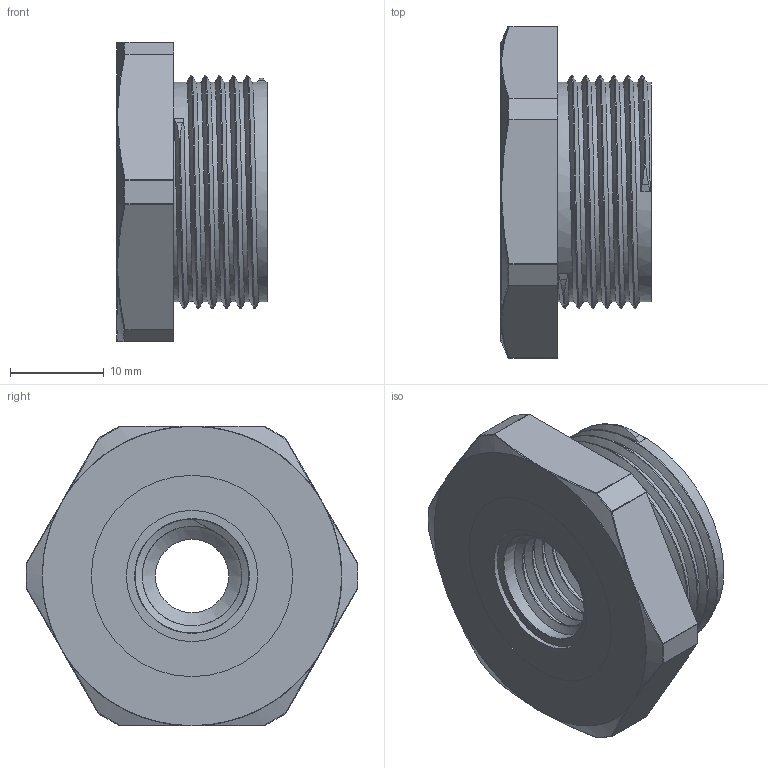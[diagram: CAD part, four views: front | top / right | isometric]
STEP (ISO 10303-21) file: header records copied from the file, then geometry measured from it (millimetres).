
FILE_DESCRIPTION(/* description */ ('Reduzierung sechskant M/M 25x1,5/12x1,5'),/* implementation_level */ '2;1');
FILE_NAME(/* name */ '11082512-RST.stp',/* time_stamp */ '2020-04-27T11:09:54+02:00',/* author */ ('sl'),/* organization */ (''),/* preprocessor_version */ 'ST-DEVELOPER v16.5',/* originating_system */ 'Autodesk Inventor 2017',/* authorisation */ '');
FILE_SCHEMA (('AUTOMOTIVE_DESIGN { 1 0 10303 214 3 1 1 }'));
Length unit declared in the file: millimetre
Products named in the file (1): 11082512
Bounding box: 16.05 x 35.44 x 32 mm (x, y, z)
Volume: 7090.3 mm3; surface area: 4796.7 mm2
Topology: 1 solids, 1 shells, 110 faces, 265 edges, 150 vertices
Faces by surface type: cylinder 35, bspline 34, plane 21, sphere 12, cone 7, torus 1
Full cylindrical faces by diameter (mm): 7.83 x1, 12.162 x5, 13.9 x1, 14 x1, 17.96 x1, 21.5 x1, 23.428 x6, 32 x1
Entity records: 5523 total; most frequent: CARTESIAN_POINT 3490, ORIENTED_EDGE 414, DIRECTION 392, EDGE_CURVE 207, AXIS2_PLACEMENT_3D 174, VERTEX_POINT 125, EDGE_LOOP 118, CIRCLE 107
